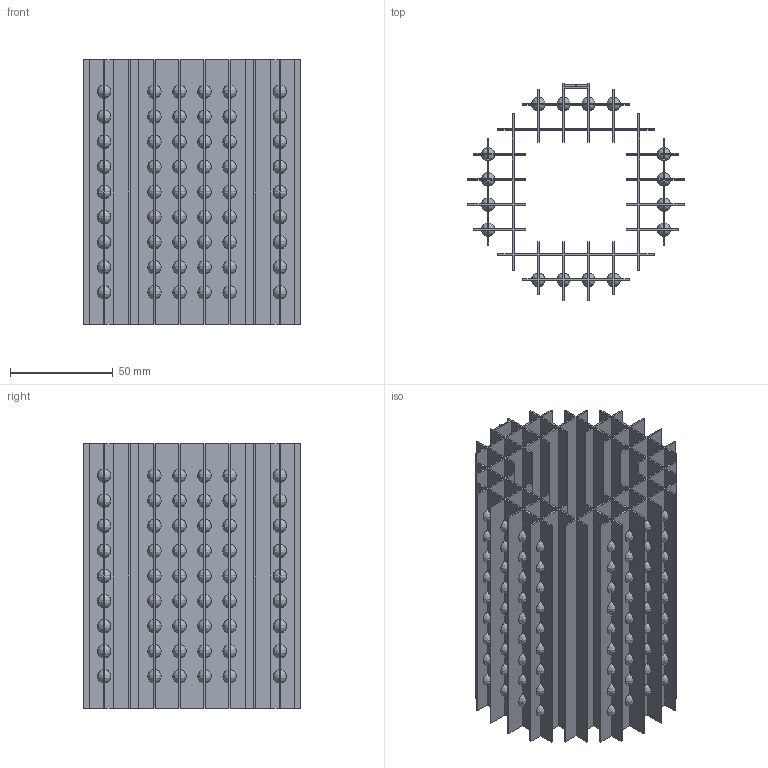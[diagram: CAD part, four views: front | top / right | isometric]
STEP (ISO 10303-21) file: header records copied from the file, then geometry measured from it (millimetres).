
FILE_DESCRIPTION(('FreeCAD Model'),'2;1');
FILE_NAME('Open CASCADE Shape Model','2025-04-29T19:03:09',('FreeCAD'),( 'FreeCAD'),'Open CASCADE STEP processor 7.6','FreeCAD','Unknown');
FILE_SCHEMA(('AUTOMOTIVE_DESIGN { 1 0 10303 214 1 1 1 1 }'));
Products named in the file (1): Open CASCADE STEP translator 7.6 1
Bounding box: 105.36 x 105.36 x 128.48 mm (x, y, z)
Volume: 103850.3 mm3; surface area: 235719.1 mm2
Topology: 1 solids, 1 shells, 834 faces, 2496 edges, 1664 vertices
Faces by surface type: bspline 834
Entity records: 33148 total; most frequent: CARTESIAN_POINT 19925, ORIENTED_EDGE 4992, EDGE_CURVE 2496, VERTEX_POINT 1664, B_SPLINE_CURVE_WITH_KNOTS 1272, FACE_BOUND 862, EDGE_LOOP 862, ADVANCED_FACE 834
